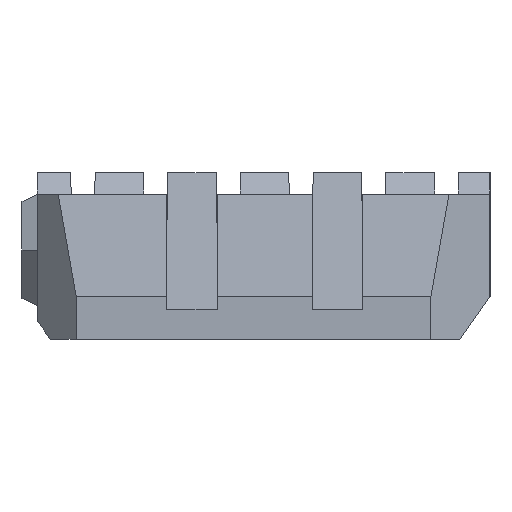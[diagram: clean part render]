
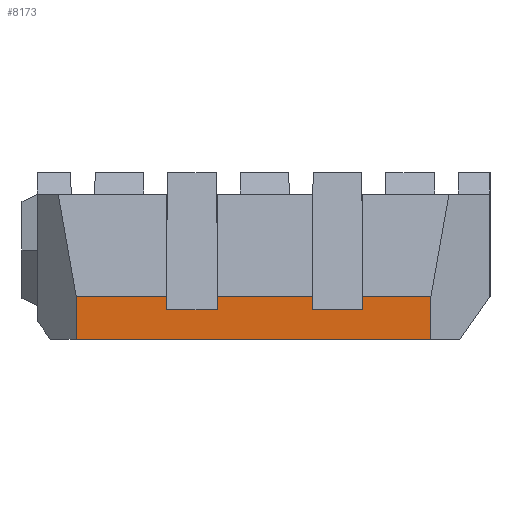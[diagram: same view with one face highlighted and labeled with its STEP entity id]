
A CAD part, left-side view. The second image highlights one B-rep face of the part: STEP entity #8173.
In plain terms, the highlighted planar face has unit normal (-1, 0, 0).
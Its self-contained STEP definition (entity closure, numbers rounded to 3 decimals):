
#683=FACE_OUTER_BOUND('',#1172,.T.);
#1172=EDGE_LOOP('',(#7364,#7365,#7366,#7367,#7368,#7369,#7370,#7371,#7372,
#7373,#7374,#7375));
#1646=LINE('',#11802,#2649);
#1651=LINE('',#11812,#2654);
#1664=LINE('',#11839,#2667);
#1669=LINE('',#11849,#2672);
#1672=LINE('',#11855,#2675);
#1678=LINE('',#11867,#2681);
#1681=LINE('',#11873,#2684);
#1691=LINE('',#11893,#2694);
#1694=LINE('',#11897,#2697);
#1696=LINE('',#11900,#2699);
#1698=LINE('',#11905,#2701);
#2175=LINE('',#13443,#3178);
#2649=VECTOR('',#9549,10.);
#2654=VECTOR('',#9556,10.);
#2667=VECTOR('',#9575,10.);
#2672=VECTOR('',#9582,10.);
#2675=VECTOR('',#9587,10.);
#2681=VECTOR('',#9595,10.);
#2684=VECTOR('',#9600,10.);
#2694=VECTOR('',#9614,10.);
#2697=VECTOR('',#9619,10.);
#2699=VECTOR('',#9623,10.);
#2701=VECTOR('',#9627,10.);
#3178=VECTOR('',#10786,10.);
#3535=VERTEX_POINT('',#11799);
#3536=VERTEX_POINT('',#11801);
#3539=VERTEX_POINT('',#11809);
#3540=VERTEX_POINT('',#11811);
#3550=VERTEX_POINT('',#11836);
#3551=VERTEX_POINT('',#11838);
#3555=VERTEX_POINT('',#11847);
#3557=VERTEX_POINT('',#11854);
#3562=VERTEX_POINT('',#11865);
#3564=VERTEX_POINT('',#11872);
#3572=VERTEX_POINT('',#11892);
#3574=VERTEX_POINT('',#11904);
#4428=EDGE_CURVE('',#3536,#3535,#1646,.T.);
#4433=EDGE_CURVE('',#3540,#3539,#1651,.T.);
#4446=EDGE_CURVE('',#3551,#3550,#1664,.T.);
#4451=EDGE_CURVE('',#3535,#3555,#1669,.T.);
#4454=EDGE_CURVE('',#3557,#3536,#1672,.T.);
#4460=EDGE_CURVE('',#3539,#3562,#1678,.T.);
#4463=EDGE_CURVE('',#3564,#3540,#1681,.T.);
#4473=EDGE_CURVE('',#3572,#3564,#1691,.T.);
#4476=EDGE_CURVE('',#3562,#3557,#1694,.T.);
#4478=EDGE_CURVE('',#3555,#3551,#1696,.T.);
#4480=EDGE_CURVE('',#3574,#3572,#1698,.T.);
#5081=EDGE_CURVE('',#3574,#3550,#2175,.T.);
#7364=ORIENTED_EDGE('',*,*,#4446,.T.);
#7365=ORIENTED_EDGE('',*,*,#5081,.F.);
#7366=ORIENTED_EDGE('',*,*,#4480,.T.);
#7367=ORIENTED_EDGE('',*,*,#4473,.T.);
#7368=ORIENTED_EDGE('',*,*,#4463,.T.);
#7369=ORIENTED_EDGE('',*,*,#4433,.T.);
#7370=ORIENTED_EDGE('',*,*,#4460,.T.);
#7371=ORIENTED_EDGE('',*,*,#4476,.T.);
#7372=ORIENTED_EDGE('',*,*,#4454,.T.);
#7373=ORIENTED_EDGE('',*,*,#4428,.T.);
#7374=ORIENTED_EDGE('',*,*,#4451,.T.);
#7375=ORIENTED_EDGE('',*,*,#4478,.T.);
#7756=PLANE('',#8711);
#8173=ADVANCED_FACE('',(#683),#7756,.F.);
#8711=AXIS2_PLACEMENT_3D('',#13444,#10787,#10788);
#9549=DIRECTION('',(0.,1.,0.));
#9556=DIRECTION('',(0.,1.,0.));
#9575=DIRECTION('',(0.,0.,-1.));
#9582=DIRECTION('',(0.,0.,1.));
#9587=DIRECTION('',(0.,0.,-1.));
#9595=DIRECTION('',(0.,0.,1.));
#9600=DIRECTION('',(0.,0.,-1.));
#9614=DIRECTION('',(0.,1.,0.));
#9619=DIRECTION('',(0.,1.,0.));
#9623=DIRECTION('',(0.,1.,0.));
#9627=DIRECTION('',(0.,0.,1.));
#10786=DIRECTION('',(0.,1.,0.));
#10787=DIRECTION('center_axis',(1.,0.,0.));
#10788=DIRECTION('ref_axis',(0.,0.,-1.));
#11799=CARTESIAN_POINT('',(-75.,25.9,-0.321));
#11801=CARTESIAN_POINT('',(-75.,21.4,-0.321));
#11802=CARTESIAN_POINT('',(-75.,19.325,-0.321));
#11809=CARTESIAN_POINT('',(-75.,12.9,-0.321));
#11811=CARTESIAN_POINT('',(-75.,8.4,-0.321));
#11812=CARTESIAN_POINT('',(-75.,12.825,-0.321));
#11836=CARTESIAN_POINT('',(-75.,34.,-3.));
#11838=CARTESIAN_POINT('',(-75.,34.,0.85));
#11839=CARTESIAN_POINT('',(-75.,34.,-3.75));
#11847=CARTESIAN_POINT('',(-75.,25.9,0.85));
#11849=CARTESIAN_POINT('',(-75.,25.9,7.25));
#11854=CARTESIAN_POINT('',(-75.,21.4,0.85));
#11855=CARTESIAN_POINT('',(-75.,21.4,7.25));
#11865=CARTESIAN_POINT('',(-75.,12.9,0.85));
#11867=CARTESIAN_POINT('',(-75.,12.9,7.25));
#11872=CARTESIAN_POINT('',(-75.,8.4,0.85));
#11873=CARTESIAN_POINT('',(-75.,8.4,7.25));
#11892=CARTESIAN_POINT('',(-75.,2.284,0.85));
#11893=CARTESIAN_POINT('',(-75.,3.625,0.85));
#11897=CARTESIAN_POINT('',(-75.,3.625,0.85));
#11900=CARTESIAN_POINT('',(-75.,3.625,0.85));
#11904=CARTESIAN_POINT('',(-75.,2.284,-3.));
#11905=CARTESIAN_POINT('',(-75.,2.284,-3.75));
#13443=CARTESIAN_POINT('',(-75.,17.25,-3.));
#13444=CARTESIAN_POINT('Origin',(-75.,17.25,-2.5));
